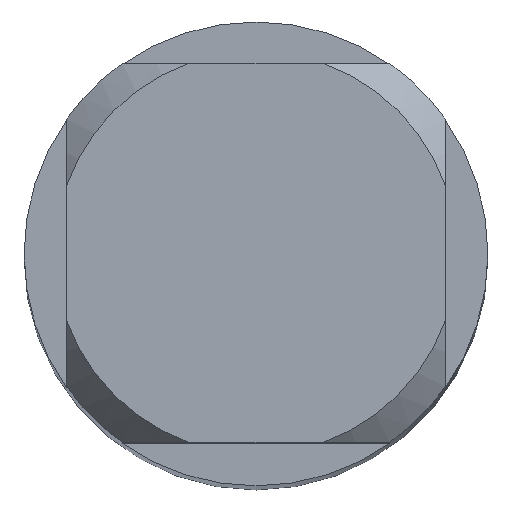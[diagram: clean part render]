
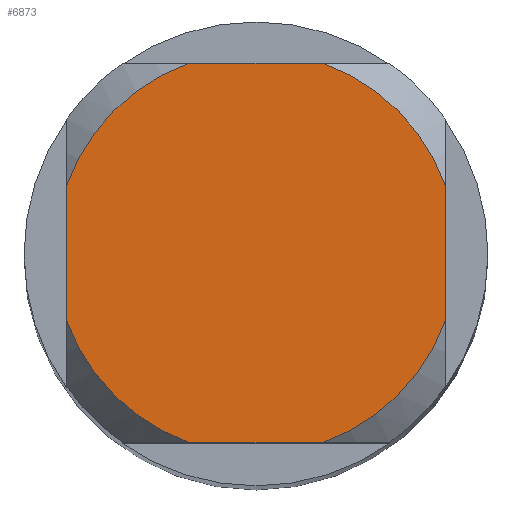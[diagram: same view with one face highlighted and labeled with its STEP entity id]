
A CAD part, top view. The second image highlights one B-rep face of the part: STEP entity #6873.
In plain terms, the highlighted planar face has unit normal (0, 0, 1).
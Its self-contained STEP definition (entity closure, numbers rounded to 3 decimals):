
#2469=VERTEX_POINT('',#7211);
#3031=EDGE_CURVE('',#6691,#4479,#7824,.T.);
#3143=VERTEX_POINT('',#7948);
#3221=EDGE_CURVE('',#3143,#2469,#8033,.T.);
#3661=VERTEX_POINT('',#8506);
#4185=EDGE_CURVE('',#6385,#3661,#9083,.T.);
#4453=VERTEX_POINT('',#9374);
#4479=VERTEX_POINT('',#9402);
#4725=EDGE_CURVE('',#6691,#5521,#9670,.T.);
#4877=EDGE_CURVE('',#6385,#5521,#9837,.T.);
#4891=EDGE_CURVE('',#4453,#2469,#9851,.T.);
#5061=EDGE_CURVE('',#4453,#3661,#10038,.T.);
#5521=VERTEX_POINT('',#10545);
#6385=VERTEX_POINT('',#11476);
#6519=EDGE_CURVE('',#3143,#4479,#11619,.T.);
#6691=VERTEX_POINT('',#11807);
#6873=ADVANCED_FACE('',(#12007),#12008,.T.);
#7211=CARTESIAN_POINT('',(-0.87,2.45,0.0));
#7824=LINE('',#13595,#13596);
#7948=CARTESIAN_POINT('',(0.87,2.45,0.0));
#8033=LINE('',#13978,#13979);
#8506=CARTESIAN_POINT('',(-2.45,-0.87,0.0));
#9083=CIRCLE('',#15789,2.6);
#9374=CARTESIAN_POINT('',(-2.45,0.87,0.0));
#9402=CARTESIAN_POINT('',(2.45,0.87,0.0));
#9670=CIRCLE('',#16790,2.6);
#9837=LINE('',#17069,#17070);
#9851=CIRCLE('',#17091,2.6);
#10038=LINE('',#17377,#17378);
#10545=CARTESIAN_POINT('',(0.87,-2.45,0.0));
#11476=CARTESIAN_POINT('',(-0.87,-2.45,0.0));
#11619=CIRCLE('',#20032,2.6);
#11807=CARTESIAN_POINT('',(2.45,-0.87,0.0));
#12007=FACE_OUTER_BOUND('',#20653,.T.);
#12008=PLANE('',#20654);
#13595=CARTESIAN_POINT('',(2.45,0.65,0.0));
#13596=VECTOR('',#21996,1.0);
#13978=CARTESIAN_POINT('',(0.0,2.45,0.0));
#13979=VECTOR('',#22353,1.0);
#15789=AXIS2_PLACEMENT_3D('',#23466,#23467,#23468);
#16790=AXIS2_PLACEMENT_3D('',#24048,#24049,#24050);
#17069=CARTESIAN_POINT('',(0.0,-2.45,0.0));
#17070=VECTOR('',#24253,1.0);
#17091=AXIS2_PLACEMENT_3D('',#24257,#24258,#24259);
#17377=CARTESIAN_POINT('',(-2.45,0.65,0.0));
#17378=VECTOR('',#24464,1.0);
#20032=AXIS2_PLACEMENT_3D('',#26188,#26189,#26190);
#20653=EDGE_LOOP('',(#26649,#26650,#26651,#26652,#26653,#26654,#26655,#26656));
#20654=AXIS2_PLACEMENT_3D('',#26657,#26658,#26659);
#21996=DIRECTION('',(-0.0,1.0,0.0));
#22353=DIRECTION('',(-1.0,0.0,0.0));
#23466=CARTESIAN_POINT('',(0.0,0.0,0.0));
#23467=DIRECTION('',(0.0,0.0,-1.0));
#23468=DIRECTION('',(0.0,1.0,0.0));
#24048=CARTESIAN_POINT('',(0.0,0.0,0.0));
#24049=DIRECTION('',(0.0,0.0,-1.0));
#24050=DIRECTION('',(0.0,1.0,0.0));
#24253=DIRECTION('',(1.0,0.0,0.0));
#24257=CARTESIAN_POINT('',(0.0,0.0,0.0));
#24258=DIRECTION('',(0.0,0.0,-1.0));
#24259=DIRECTION('',(0.0,1.0,0.0));
#24464=DIRECTION('',(-0.0,-1.0,0.0));
#26188=CARTESIAN_POINT('',(0.0,0.0,0.0));
#26189=DIRECTION('',(0.0,0.0,-1.0));
#26190=DIRECTION('',(0.0,1.0,0.0));
#26649=ORIENTED_EDGE('',*,*,#5061,.T.);
#26650=ORIENTED_EDGE('',*,*,#4185,.F.);
#26651=ORIENTED_EDGE('',*,*,#4877,.T.);
#26652=ORIENTED_EDGE('',*,*,#4725,.F.);
#26653=ORIENTED_EDGE('',*,*,#3031,.T.);
#26654=ORIENTED_EDGE('',*,*,#6519,.F.);
#26655=ORIENTED_EDGE('',*,*,#3221,.T.);
#26656=ORIENTED_EDGE('',*,*,#4891,.F.);
#26657=CARTESIAN_POINT('',(0.0,1.3,0.0));
#26658=DIRECTION('',(-0.0,0.0,1.0));
#26659=DIRECTION('',(0.0,-1.0,0.0));
